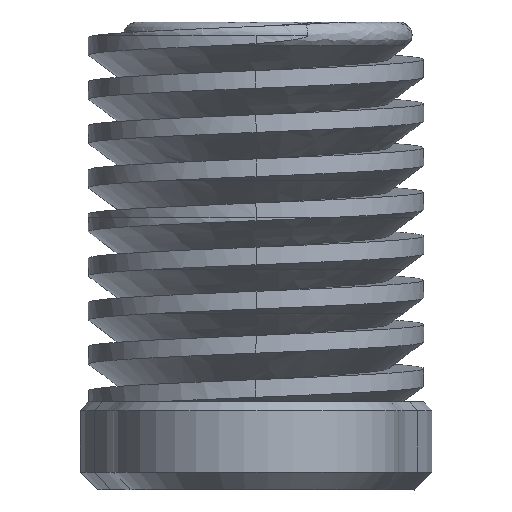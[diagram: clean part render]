
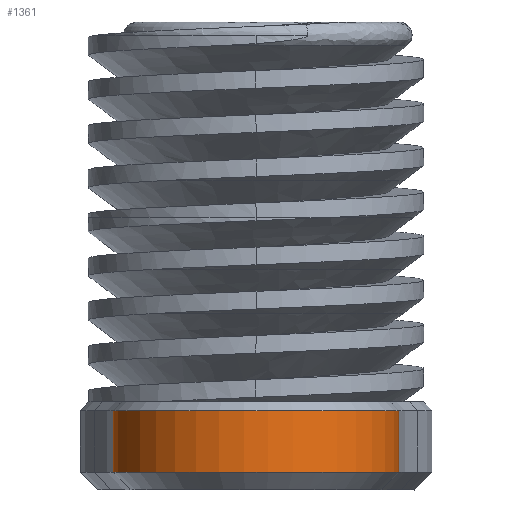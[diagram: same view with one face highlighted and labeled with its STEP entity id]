
A CAD part, left-side view. The second image highlights one B-rep face of the part: STEP entity #1361.
In plain terms, the highlighted cylindrical face has radius 16.2 mm (diameter 32.4 mm), a partial arc.
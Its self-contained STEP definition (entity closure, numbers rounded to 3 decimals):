
#99=FACE_OUTER_BOUND('',#180,.T.);
#180=EDGE_LOOP('',(#997,#998,#999,#1000));
#257=CIRCLE('',#1474,16.2);
#258=CIRCLE('',#1475,16.2);
#422=LINE('',#2967,#475);
#423=LINE('',#2971,#476);
#475=VECTOR('',#1650,10.);
#476=VECTOR('',#1653,10.);
#594=VERTEX_POINT('',#2965);
#595=VERTEX_POINT('',#2966);
#596=VERTEX_POINT('',#2968);
#597=VERTEX_POINT('',#2970);
#757=EDGE_CURVE('',#594,#595,#422,.T.);
#758=EDGE_CURVE('',#596,#595,#257,.T.);
#759=EDGE_CURVE('',#596,#597,#423,.T.);
#760=EDGE_CURVE('',#594,#597,#258,.T.);
#997=ORIENTED_EDGE('',*,*,#757,.T.);
#998=ORIENTED_EDGE('',*,*,#758,.F.);
#999=ORIENTED_EDGE('',*,*,#759,.T.);
#1000=ORIENTED_EDGE('',*,*,#760,.F.);
#1326=CYLINDRICAL_SURFACE('',#1473,16.2);
#1361=ADVANCED_FACE('',(#99),#1326,.T.);
#1473=AXIS2_PLACEMENT_3D('',#2964,#1648,#1649);
#1474=AXIS2_PLACEMENT_3D('',#2969,#1651,#1652);
#1475=AXIS2_PLACEMENT_3D('',#2972,#1654,#1655);
#1648=DIRECTION('center_axis',(0.,0.,
1.));
#1649=DIRECTION('ref_axis',(-1.,0.,0.));
#1650=DIRECTION('',(0.,0.,-1.));
#1651=DIRECTION('center_axis',(0.,0.,
-1.));
#1652=DIRECTION('ref_axis',(-1.,0.,0.));
#1653=DIRECTION('',(0.,0.,1.));
#1654=DIRECTION('center_axis',(0.,0.,
1.));
#1655=DIRECTION('ref_axis',(-1.,0.,0.));
#2964=CARTESIAN_POINT('Origin',(-13.417,-0.424,-128.948));
#2965=CARTESIAN_POINT('',(-12.286,15.736,-129.948));
#2966=CARTESIAN_POINT('',(-12.286,15.736,-136.948));
#2967=CARTESIAN_POINT('',(-12.286,15.736,-128.948));
#2968=CARTESIAN_POINT('',(-12.286,-16.585,-136.948));
#2969=CARTESIAN_POINT('Origin',(-13.417,-0.424,-136.948));
#2970=CARTESIAN_POINT('',(-12.286,-16.585,-129.948));
#2971=CARTESIAN_POINT('',(-12.286,-16.585,-128.948));
#2972=CARTESIAN_POINT('Origin',(-13.417,-0.424,-129.948));
